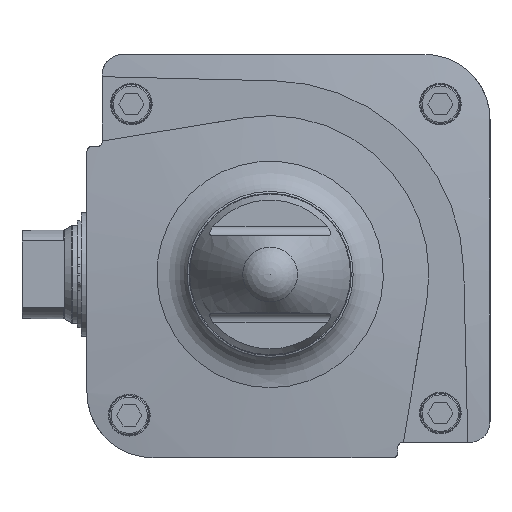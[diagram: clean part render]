
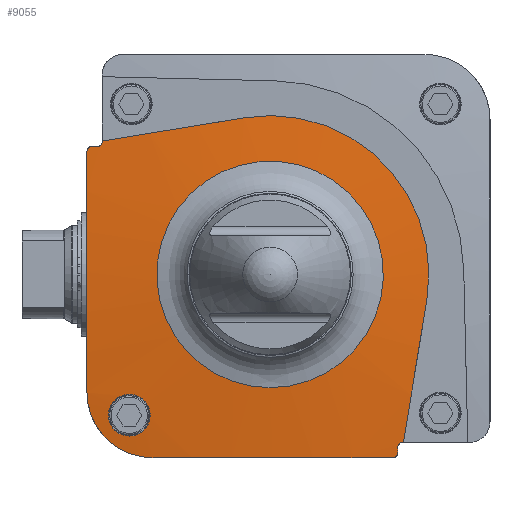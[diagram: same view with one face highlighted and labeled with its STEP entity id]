
A CAD part, left-side view. The second image highlights one B-rep face of the part: STEP entity #9055.
In plain terms, the highlighted spherical face has radius 725.8 mm.
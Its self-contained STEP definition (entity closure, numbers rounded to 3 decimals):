
#93=SPHERICAL_SURFACE('',#9549,725.8);
#185=B_SPLINE_CURVE_WITH_KNOTS('',3,(#12869,#12870,#12871,#12872,#12873),
 .UNSPECIFIED.,.F.,.F.,(4,1,4),(0.,0.002,
0.003),.UNSPECIFIED.);
#186=B_SPLINE_CURVE_WITH_KNOTS('',3,(#12877,#12878,#12879,#12880,#12881),
 .UNSPECIFIED.,.F.,.F.,(4,1,4),(0.,0.002,
0.003),.UNSPECIFIED.);
#187=B_SPLINE_CURVE_WITH_KNOTS('',3,(#12885,#12886,#12887,#12888,#12889,
#12890,#12891,#12892,#12893,#12894,#12895,#12896,#12897),.UNSPECIFIED.,
 .F.,.F.,(4,1,1,1,1,1,1,1,1,1,4),(0.,0.006,
0.009,0.012,0.018,0.023,
0.029,0.032,0.035,0.041,
0.047),.UNSPECIFIED.);
#188=B_SPLINE_CURVE_WITH_KNOTS('',3,(#12901,#12902,#12903,#12904,#12905),
 .UNSPECIFIED.,.F.,.F.,(4,1,4),(0.,0.002,
0.003),.UNSPECIFIED.);
#189=B_SPLINE_CURVE_WITH_KNOTS('',3,(#12909,#12910,#12911,#12912,#12913),
 .UNSPECIFIED.,.F.,.F.,(4,1,4),(0.,0.002,
0.003),.UNSPECIFIED.);
#190=B_SPLINE_CURVE_WITH_KNOTS('',3,(#12916,#12917,#12918,#12919,#12920,
#12921,#12922,#12923,#12924,#12925,#12926,#12927,#12928,#12929,#12930,#12931,
#12932,#12933,#12934),.UNSPECIFIED.,.T.,.F.,(1,1,1,1,1,1,1,1,1,1,1,1,1,
1,1,1,1,1,1,1,1,1,1),(-0.011,-0.008,-0.004,
0.,0.004,0.008,0.011,
0.015,0.019,0.023,0.026,
0.03,0.034,0.038,0.041,
0.045,0.049,0.053,0.057,
0.06,0.064,0.068,0.072),
 .UNSPECIFIED.);
#425=CIRCLE('',#9550,52.276);
#426=CIRCLE('',#9551,722.089);
#427=CIRCLE('',#9552,73.3);
#428=CIRCLE('',#9553,722.089);
#429=CIRCLE('',#9554,721.65);
#430=CIRCLE('',#9555,723.398);
#431=CIRCLE('',#9556,720.864);
#432=CIRCLE('',#9557,720.864);
#433=CIRCLE('',#9558,723.398);
#434=CIRCLE('',#9559,721.65);
#994=ORIENTED_EDGE('',*,*,#2702,.T.);
#995=ORIENTED_EDGE('',*,*,#2703,.F.);
#996=ORIENTED_EDGE('',*,*,#2704,.T.);
#997=ORIENTED_EDGE('',*,*,#2705,.F.);
#998=ORIENTED_EDGE('',*,*,#2706,.T.);
#999=ORIENTED_EDGE('',*,*,#2707,.F.);
#1000=ORIENTED_EDGE('',*,*,#2708,.T.);
#1001=ORIENTED_EDGE('',*,*,#2709,.T.);
#1002=ORIENTED_EDGE('',*,*,#2710,.T.);
#1003=ORIENTED_EDGE('',*,*,#2711,.T.);
#1004=ORIENTED_EDGE('',*,*,#2712,.T.);
#1005=ORIENTED_EDGE('',*,*,#2713,.T.);
#1006=ORIENTED_EDGE('',*,*,#2714,.T.);
#1007=ORIENTED_EDGE('',*,*,#2715,.F.);
#1008=ORIENTED_EDGE('',*,*,#2716,.T.);
#1009=ORIENTED_EDGE('',*,*,#2717,.T.);
#2702=EDGE_CURVE('',#3533,#3533,#425,.T.);
#2703=EDGE_CURVE('',#3534,#3535,#426,.F.);
#2704=EDGE_CURVE('',#3534,#3536,#427,.F.);
#2705=EDGE_CURVE('',#3537,#3536,#428,.F.);
#2706=EDGE_CURVE('',#3537,#3538,#429,.F.);
#2707=EDGE_CURVE('',#3539,#3538,#185,.T.);
#2708=EDGE_CURVE('',#3539,#3540,#430,.F.);
#2709=EDGE_CURVE('',#3540,#3541,#186,.T.);
#2710=EDGE_CURVE('',#3541,#3542,#431,.F.);
#2711=EDGE_CURVE('',#3542,#3543,#187,.T.);
#2712=EDGE_CURVE('',#3543,#3544,#432,.F.);
#2713=EDGE_CURVE('',#3544,#3545,#188,.T.);
#2714=EDGE_CURVE('',#3545,#3546,#433,.F.);
#2715=EDGE_CURVE('',#3547,#3546,#189,.T.);
#2716=EDGE_CURVE('',#3547,#3535,#434,.F.);
#2717=EDGE_CURVE('',#3548,#3548,#190,.T.);
#3533=VERTEX_POINT('',#12859);
#3534=VERTEX_POINT('',#12861);
#3535=VERTEX_POINT('',#12862);
#3536=VERTEX_POINT('',#12864);
#3537=VERTEX_POINT('',#12866);
#3538=VERTEX_POINT('',#12868);
#3539=VERTEX_POINT('',#12874);
#3540=VERTEX_POINT('',#12876);
#3541=VERTEX_POINT('',#12882);
#3542=VERTEX_POINT('',#12884);
#3543=VERTEX_POINT('',#12898);
#3544=VERTEX_POINT('',#12900);
#3545=VERTEX_POINT('',#12906);
#3546=VERTEX_POINT('',#12908);
#3547=VERTEX_POINT('',#12914);
#3548=VERTEX_POINT('',#12935);
#4980=EDGE_LOOP('',(#994));
#4981=EDGE_LOOP('',(#995,#996,#997,#998,#999,#1000,#1001,#1002,#1003,#1004,
#1005,#1006,#1007,#1008));
#4982=EDGE_LOOP('',(#1009));
#5522=FACE_BOUND('',#4980,.T.);
#5523=FACE_BOUND('',#4981,.T.);
#5524=FACE_BOUND('',#4982,.T.);
#9055=ADVANCED_FACE('',(#5522,#5523,#5524),#93,.T.);
#9549=AXIS2_PLACEMENT_3D('',#12857,#10564,#10565);
#9550=AXIS2_PLACEMENT_3D('',#12858,#10566,#10567);
#9551=AXIS2_PLACEMENT_3D('',#12860,#10568,#10569);
#9552=AXIS2_PLACEMENT_3D('',#12863,#10570,#10571);
#9553=AXIS2_PLACEMENT_3D('',#12865,#10572,#10573);
#9554=AXIS2_PLACEMENT_3D('',#12867,#10574,#10575);
#9555=AXIS2_PLACEMENT_3D('',#12875,#10576,#10577);
#9556=AXIS2_PLACEMENT_3D('',#12883,#10578,#10579);
#9557=AXIS2_PLACEMENT_3D('',#12899,#10580,#10581);
#9558=AXIS2_PLACEMENT_3D('',#12907,#10582,#10583);
#9559=AXIS2_PLACEMENT_3D('',#12915,#10584,#10585);
#10564=DIRECTION('',(1.,0.,0.));
#10565=DIRECTION('',(0.,1.,0.));
#10566=DIRECTION('',(1.,0.,0.));
#10567=DIRECTION('',(0.,0.,-1.));
#10568=DIRECTION('',(0.,0.987,0.162));
#10569=DIRECTION('',(0.,-0.162,0.987));
#10570=DIRECTION('',(1.,0.,0.));
#10571=DIRECTION('',(0.,0.,-1.));
#10572=DIRECTION('',(0.,-0.162,-0.987));
#10573=DIRECTION('',(0.,0.987,-0.162));
#10574=DIRECTION('',(0.,1.,0.));
#10575=DIRECTION('',(0.,0.,1.));
#10576=DIRECTION('',(0.,0.,1.));
#10577=DIRECTION('',(1.,0.,0.));
#10578=DIRECTION('',(0.,1.,0.));
#10579=DIRECTION('',(0.,0.,1.));
#10580=DIRECTION('',(0.,0.,-1.));
#10581=DIRECTION('',(-1.,0.,0.));
#10582=DIRECTION('',(0.,-1.,0.));
#10583=DIRECTION('',(0.,0.,-1.));
#10584=DIRECTION('',(0.,0.,-1.));
#10585=DIRECTION('',(-1.,0.,0.));
#12857=CARTESIAN_POINT('',(502.25,0.,0.));
#12858=CARTESIAN_POINT('',(-221.665,0.,0.));
#12859=CARTESIAN_POINT('',(-221.665,0.,-52.276));
#12860=CARTESIAN_POINT('',(502.25,-72.326,-11.909));
#12861=CARTESIAN_POINT('',(-219.839,-72.326,-11.909));
#12862=CARTESIAN_POINT('',(-216.773,-61.526,-77.5));
#12863=CARTESIAN_POINT('',(-219.839,0.,0.));
#12864=CARTESIAN_POINT('',(-219.839,11.909,72.326));
#12865=CARTESIAN_POINT('',(502.25,11.909,72.326));
#12866=CARTESIAN_POINT('',(-216.773,77.5,61.526));
#12867=CARTESIAN_POINT('',(502.25,77.5,0.));
#12868=CARTESIAN_POINT('',(-216.801,77.5,61.2));
#12869=CARTESIAN_POINT('',(-216.744,79.7,59.));
#12870=CARTESIAN_POINT('',(-216.808,79.121,59.));
#12871=CARTESIAN_POINT('',(-216.894,77.981,59.476));
#12872=CARTESIAN_POINT('',(-216.85,77.5,60.62));
#12873=CARTESIAN_POINT('',(-216.801,77.5,61.2));
#12874=CARTESIAN_POINT('',(-216.744,79.7,59.));
#12875=CARTESIAN_POINT('',(502.25,0.,59.));
#12876=CARTESIAN_POINT('',(-216.451,82.3,59.));
#12877=CARTESIAN_POINT('',(-216.451,82.3,59.));
#12878=CARTESIAN_POINT('',(-216.385,82.878,59.));
#12879=CARTESIAN_POINT('',(-216.292,84.018,58.525));
#12880=CARTESIAN_POINT('',(-216.327,84.5,57.38));
#12881=CARTESIAN_POINT('',(-216.373,84.5,56.8));
#12882=CARTESIAN_POINT('',(-216.373,84.5,56.8));
#12883=CARTESIAN_POINT('',(502.25,84.5,0.));
#12884=CARTESIAN_POINT('',(-216.551,84.5,-54.5));
#12885=CARTESIAN_POINT('',(-216.551,84.5,-54.5));
#12886=CARTESIAN_POINT('',(-216.401,84.5,-56.477));
#12887=CARTESIAN_POINT('',(-216.202,84.21,-59.395));
#12888=CARTESIAN_POINT('',(-215.986,83.264,-63.194));
#12889=CARTESIAN_POINT('',(-215.803,81.927,-66.931));
#12890=CARTESIAN_POINT('',(-215.651,79.632,-71.234));
#12891=CARTESIAN_POINT('',(-215.588,75.845,-75.855));
#12892=CARTESIAN_POINT('',(-215.639,72.07,-78.957));
#12893=CARTESIAN_POINT('',(-215.742,68.664,-81.001));
#12894=CARTESIAN_POINT('',(-215.883,65.137,-82.67));
#12895=CARTESIAN_POINT('',(-216.133,60.404,-84.112));
#12896=CARTESIAN_POINT('',(-216.401,56.477,-84.5));
#12897=CARTESIAN_POINT('',(-216.551,54.5,-84.5));
#12898=CARTESIAN_POINT('',(-216.551,54.5,-84.5));
#12899=CARTESIAN_POINT('',(502.25,0.,-84.5));
#12900=CARTESIAN_POINT('',(-216.373,-56.8,-84.5));
#12901=CARTESIAN_POINT('',(-216.373,-56.8,-84.5));
#12902=CARTESIAN_POINT('',(-216.327,-57.38,-84.5));
#12903=CARTESIAN_POINT('',(-216.292,-58.523,-84.021));
#12904=CARTESIAN_POINT('',(-216.385,-59.,-82.878));
#12905=CARTESIAN_POINT('',(-216.451,-59.,-82.3));
#12906=CARTESIAN_POINT('',(-216.451,-59.,-82.3));
#12907=CARTESIAN_POINT('',(502.25,-59.,0.));
#12908=CARTESIAN_POINT('',(-216.744,-59.,-79.7));
#12909=CARTESIAN_POINT('',(-216.801,-61.2,-77.5));
#12910=CARTESIAN_POINT('',(-216.85,-60.62,-77.5));
#12911=CARTESIAN_POINT('',(-216.894,-59.478,-77.979));
#12912=CARTESIAN_POINT('',(-216.808,-59.,-79.121));
#12913=CARTESIAN_POINT('',(-216.744,-59.,-79.7));
#12914=CARTESIAN_POINT('',(-216.801,-61.2,-77.5));
#12915=CARTESIAN_POINT('',(502.25,0.,-77.5));
#12916=CARTESIAN_POINT('',(-218.804,61.245,-55.864));
#12917=CARTESIAN_POINT('',(-218.901,58.012,-58.016));
#12918=CARTESIAN_POINT('',(-218.804,55.87,-61.234));
#12919=CARTESIAN_POINT('',(-218.53,55.128,-65.016));
#12920=CARTESIAN_POINT('',(-218.123,55.886,-68.78));
#12921=CARTESIAN_POINT('',(-217.643,58.016,-71.963));
#12922=CARTESIAN_POINT('',(-217.163,61.198,-74.096));
#12923=CARTESIAN_POINT('',(-216.754,64.965,-74.858));
#12924=CARTESIAN_POINT('',(-216.479,68.752,-74.115));
#12925=CARTESIAN_POINT('',(-216.382,71.967,-71.972));
#12926=CARTESIAN_POINT('',(-216.478,74.111,-68.759));
#12927=CARTESIAN_POINT('',(-216.753,74.857,-64.979));
#12928=CARTESIAN_POINT('',(-217.161,74.103,-61.213));
#12929=CARTESIAN_POINT('',(-217.641,71.973,-58.024));
#12930=CARTESIAN_POINT('',(-218.122,68.787,-55.888));
#12931=CARTESIAN_POINT('',(-218.53,65.021,-55.129));
#12932=CARTESIAN_POINT('',(-218.804,61.245,-55.864));
#12933=CARTESIAN_POINT('',(-218.901,58.012,-58.016));
#12934=CARTESIAN_POINT('',(-218.804,55.87,-61.234));
#12935=CARTESIAN_POINT('',(-218.869,58.194,-58.194));
